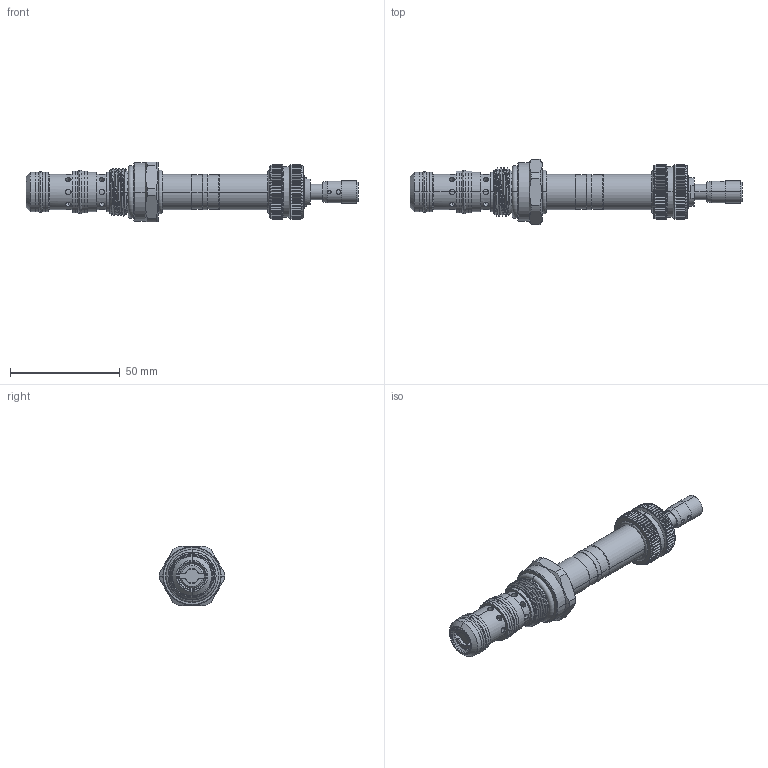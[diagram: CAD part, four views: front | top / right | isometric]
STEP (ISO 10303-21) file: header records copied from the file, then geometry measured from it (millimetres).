
FILE_DESCRIPTION (( 'STEP AP203' ), '1' );
FILE_NAME ('EP22M3C53T04.STEP', '2020-04-08T03:16:26', ( '' ), ( '' ), 'SwSTEP 2.0', 'SolidWorks 2018', '' );
FILE_SCHEMA (( 'CONFIG_CONTROL_DESIGN' ));
Length unit declared in the file: millimetre
Products named in the file (1): EP22M3C53T04
Bounding box: 151.09 x 29.6 x 27 mm (x, y, z)
Volume: 38102.4 mm3; surface area: 13692.6 mm2
Topology: 3 solids, 3 shells, 1101 faces, 2840 edges, 1795 vertices
Faces by surface type: cylinder 479, plane 439, cone 157, torus 18, bspline 8
Entity records: 38385 total; most frequent: CARTESIAN_POINT 12380, ORIENTED_EDGE 5680, DIRECTION 5132, EDGE_CURVE 2840, AXIS2_PLACEMENT_3D 1990, VERTEX_POINT 1795, EDGE_LOOP 1155, VECTOR 1152
